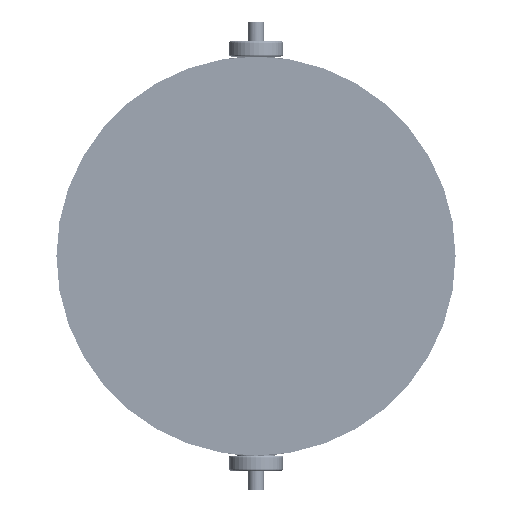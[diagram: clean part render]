
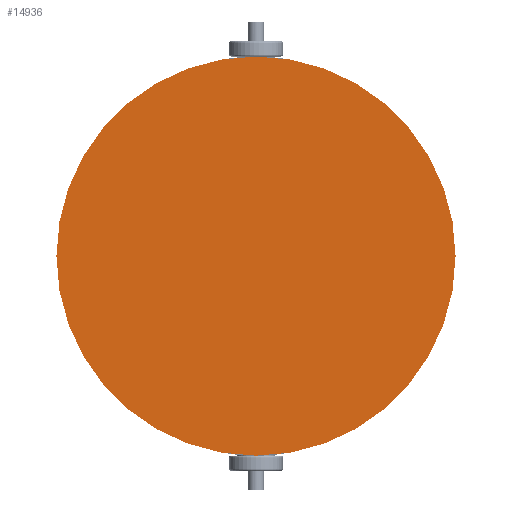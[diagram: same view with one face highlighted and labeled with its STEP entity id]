
A CAD part, front view. The second image highlights one B-rep face of the part: STEP entity #14936.
In plain terms, the highlighted planar face has unit normal (0, -1, 0).
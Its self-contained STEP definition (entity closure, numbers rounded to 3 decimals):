
#111 = DIRECTION ( 'NONE',  ( 0., 0., 1. ) ) ;
#750 = EDGE_CURVE ( 'NONE', #803, #18704, #10003, .T. ) ;
#803 = VERTEX_POINT ( 'NONE', #7753 ) ;
#1366 = DIRECTION ( 'NONE',  ( 0., 1., 0. ) ) ;
#2623 = DIRECTION ( 'NONE',  ( 0., 1., 0. ) ) ;
#2928 = CARTESIAN_POINT ( 'NONE',  ( 0., -2., 0. ) ) ;
#5140 = EDGE_LOOP ( 'NONE', ( #10981, #5474 ) ) ;
#5474 = ORIENTED_EDGE ( 'NONE', *, *, #10148, .F. ) ;
#6012 = DIRECTION ( 'NONE',  ( 0., 0., 1. ) ) ;
#6108 = FACE_OUTER_BOUND ( 'NONE', #5140, .T. ) ;
#7753 = CARTESIAN_POINT ( 'NONE',  ( 0., -2., -52. ) ) ;
#7842 = CIRCLE ( 'NONE', #15923, 52. ) ;
#10003 = CIRCLE ( 'NONE', #12712, 52. ) ;
#10148 = EDGE_CURVE ( 'NONE', #18704, #803, #7842, .T. ) ;
#10387 = DIRECTION ( 'NONE',  ( 0., 1., 0. ) ) ;
#10981 = ORIENTED_EDGE ( 'NONE', *, *, #750, .F. ) ;
#12712 = AXIS2_PLACEMENT_3D ( 'NONE', #13687, #10387, #16831 ) ;
#13687 = CARTESIAN_POINT ( 'NONE',  ( 0., -2., 0. ) ) ;
#14353 = AXIS2_PLACEMENT_3D ( 'NONE', #19295, #1366, #111 ) ;
#14558 = PLANE ( 'NONE',  #14353 ) ;
#14936 = ADVANCED_FACE ( 'NONE', ( #6108 ), #14558, .F. ) ;
#15923 = AXIS2_PLACEMENT_3D ( 'NONE', #2928, #2623, #6012 ) ;
#16831 = DIRECTION ( 'NONE',  ( 0., 0., 1. ) ) ;
#18467 = CARTESIAN_POINT ( 'NONE',  ( 0., -2., 52. ) ) ;
#18704 = VERTEX_POINT ( 'NONE', #18467 ) ;
#19295 = CARTESIAN_POINT ( 'NONE',  ( 0., -2., 0. ) ) ;
